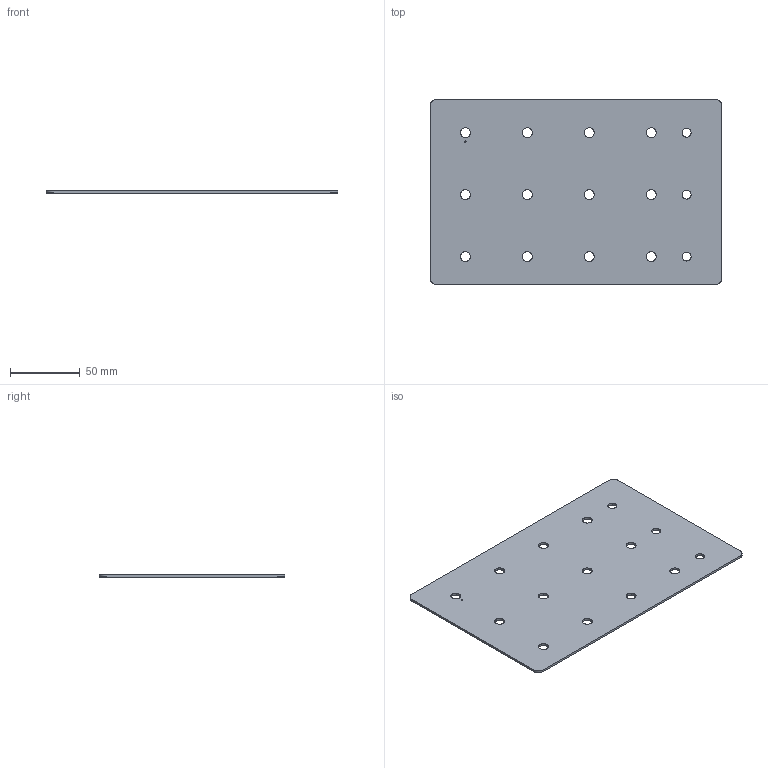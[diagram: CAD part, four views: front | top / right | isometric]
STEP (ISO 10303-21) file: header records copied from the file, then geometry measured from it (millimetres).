
FILE_DESCRIPTION(('KiCad electronic assembly'),'2;1');
FILE_NAME('ADSR_pcb_panel.step','2023-03-27T09:40:18',('Pcbnew'),( 'Kicad'),'Open CASCADE STEP processor 7.6','KiCad to STEP converter' ,'Unknown');
FILE_SCHEMA(('AUTOMOTIVE_DESIGN { 1 0 10303 214 1 1 1 1 }'));
Length unit declared in the file: millimetre
Products named in the file (2): ADSR_pcb_panel 1; PCB
Assembly tree (1 placements, depth 2):
  ADSR_pcb_panel 1
    PCB
Bounding box: 209.55 x 133.35 x 1.58 mm (x, y, z)
Volume: 43215.3 mm3; surface area: 56294.8 mm2
Topology: 1 solids, 1 shells, 955 faces, 2859 edges, 1906 vertices
Faces by surface type: plane 954, cylinder 1
Full cylindrical faces by diameter (mm): 1 x1
Entity records: 68759 total; most frequent: CARTESIAN_POINT 11452, DIRECTION 10491, LINE 8573, VECTOR 8573, ORIENTED_EDGE 5718, PCURVE 5718, DEFINITIONAL_REPRESENTATION 5718, EDGE_CURVE 2859
